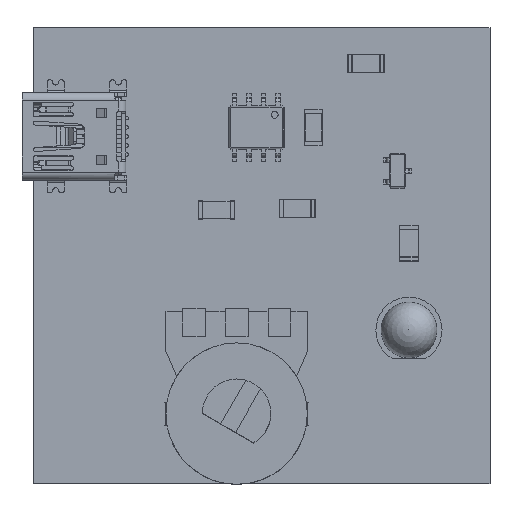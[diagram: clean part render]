
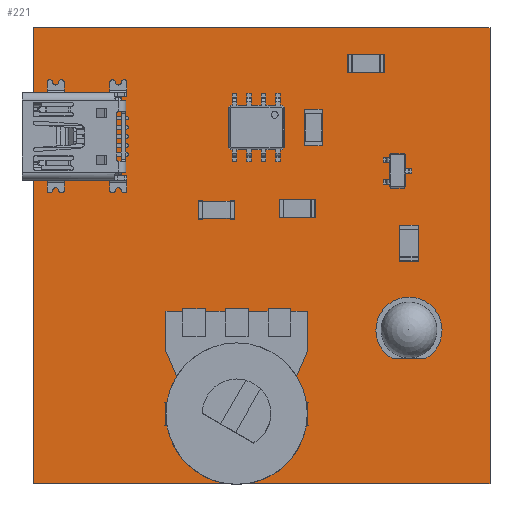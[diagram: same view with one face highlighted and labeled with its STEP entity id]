
A CAD part, top view. The second image highlights one B-rep face of the part: STEP entity #221.
In plain terms, the highlighted planar face has unit normal (0, 0, 1).
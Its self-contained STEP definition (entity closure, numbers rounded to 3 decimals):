
#92 = VERTEX_POINT('',#93);
#93 = CARTESIAN_POINT('',(0.,-40.,0.411));
#99 = EDGE_CURVE('',#92,#100,#102,.T.);
#100 = VERTEX_POINT('',#101);
#101 = CARTESIAN_POINT('',(40.,-40.,0.411));
#102 = LINE('',#103,#104);
#103 = CARTESIAN_POINT('',(0.,-40.,0.411));
#104 = VECTOR('',#105,1.);
#105 = DIRECTION('',(1.,0.,0.));
#130 = EDGE_CURVE('',#100,#131,#133,.T.);
#131 = VERTEX_POINT('',#132);
#132 = CARTESIAN_POINT('',(40.,0.,0.411));
#133 = LINE('',#134,#135);
#134 = CARTESIAN_POINT('',(40.,-40.,0.411));
#135 = VECTOR('',#136,1.);
#136 = DIRECTION('',(0.,1.,0.));
#161 = EDGE_CURVE('',#131,#162,#164,.T.);
#162 = VERTEX_POINT('',#163);
#163 = CARTESIAN_POINT('',(0.,0.,0.411));
#164 = LINE('',#165,#166);
#165 = CARTESIAN_POINT('',(40.,0.,0.411));
#166 = VECTOR('',#167,1.);
#167 = DIRECTION('',(-1.,0.,0.));
#192 = EDGE_CURVE('',#162,#92,#193,.T.);
#193 = LINE('',#194,#195);
#194 = CARTESIAN_POINT('',(0.,0.,0.411));
#195 = VECTOR('',#196,1.);
#196 = DIRECTION('',(0.,-1.,0.));
#221 = ADVANCED_FACE('',(#222),#228,.T.);
#222 = FACE_BOUND('',#223,.T.);
#223 = EDGE_LOOP('',(#224,#225,#226,#227));
#224 = ORIENTED_EDGE('',*,*,#99,.T.);
#225 = ORIENTED_EDGE('',*,*,#130,.T.);
#226 = ORIENTED_EDGE('',*,*,#161,.T.);
#227 = ORIENTED_EDGE('',*,*,#192,.T.);
#228 = PLANE('',#229);
#229 = AXIS2_PLACEMENT_3D('',#230,#231,#232);
#230 = CARTESIAN_POINT('',(20.,-20.,0.411));
#231 = DIRECTION('',(0.,0.,1.));
#232 = DIRECTION('',(1.,0.,-0.));
